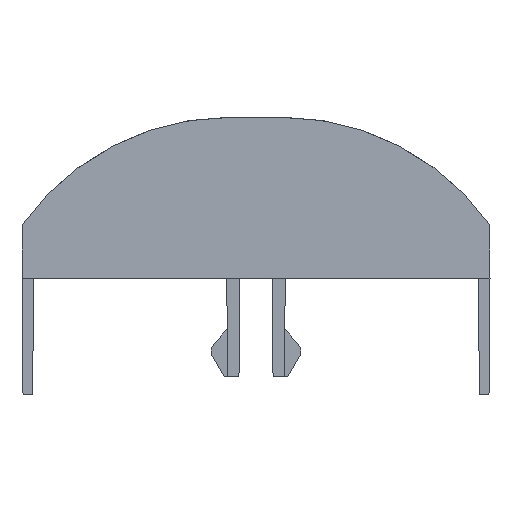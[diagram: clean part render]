
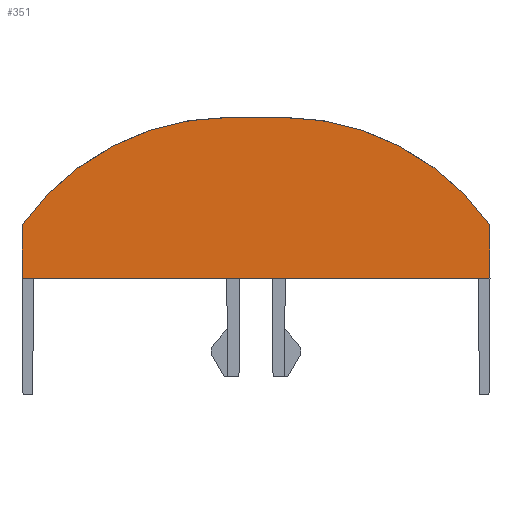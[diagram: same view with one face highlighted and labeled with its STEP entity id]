
A CAD part, front view. The second image highlights one B-rep face of the part: STEP entity #351.
In plain terms, the highlighted planar face has unit normal (0, -1, 0.009).
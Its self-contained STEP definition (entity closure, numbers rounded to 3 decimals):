
#307=AXIS2_PLACEMENT_3D('Plane Axis2P3D',#304,#305,#306) ;
#258=CARTESIAN_POINT('Vertex',(2.86,0.157,18.)) ;
#264=CARTESIAN_POINT('Control Point',(26.098,0.052,6.)) ;
#265=CARTESIAN_POINT('Control Point',(22.952,0.091,10.431)) ;
#266=CARTESIAN_POINT('Control Point',(18.75,0.123,14.112)) ;
#267=CARTESIAN_POINT('Control Point',(13.728,0.146,16.705)) ;
#268=CARTESIAN_POINT('Control Point',(8.294,0.157,18.)) ;
#269=CARTESIAN_POINT('Control Point',(2.86,0.157,18.)) ;
#270=CARTESIAN_POINT('Vertex',(26.098,0.052,6.)) ;
#304=CARTESIAN_POINT('Axis2P3D Location',(13.075,0.,0.)) ;
#310=CARTESIAN_POINT('Control Point',(-26.098,0.052,6.)) ;
#311=CARTESIAN_POINT('Control Point',(-22.952,0.091,10.431)) ;
#312=CARTESIAN_POINT('Control Point',(-18.75,0.123,14.112)) ;
#313=CARTESIAN_POINT('Control Point',(-13.728,0.146,16.705)) ;
#314=CARTESIAN_POINT('Control Point',(-8.294,0.157,18.)) ;
#315=CARTESIAN_POINT('Control Point',(-2.86,0.157,18.)) ;
#316=CARTESIAN_POINT('Vertex',(-2.86,0.157,18.)) ;
#318=CARTESIAN_POINT('Vertex',(-26.098,0.052,6.)) ;
#322=CARTESIAN_POINT('Control Point',(-26.15,0.,0.)) ;
#323=CARTESIAN_POINT('Control Point',(-26.098,0.052,6.)) ;
#324=CARTESIAN_POINT('Vertex',(-26.15,0.,0.)) ;
#327=CARTESIAN_POINT('Line Origine',(13.075,0.,0.)) ;
#331=CARTESIAN_POINT('Vertex',(26.15,0.,0.)) ;
#335=CARTESIAN_POINT('Control Point',(26.15,0.,0.)) ;
#336=CARTESIAN_POINT('Control Point',(26.098,0.052,6.)) ;
#338=CARTESIAN_POINT('Line Origine',(13.075,0.157,18.)) ;
#305=DIRECTION('Axis2P3D Direction',(0.,-1.,0.009)) ;
#306=DIRECTION('Axis2P3D XDirection',(-1.,0.,0.)) ;
#328=DIRECTION('Vector Direction',(-1.,0.,0.)) ;
#339=DIRECTION('Vector Direction',(-1.,0.,0.)) ;
#329=VECTOR('Line Direction',#328,1.) ;
#340=VECTOR('Line Direction',#339,1.) ;
#344=ORIENTED_EDGE('',*,*,#320,.T.) ;
#345=ORIENTED_EDGE('',*,*,#326,.T.) ;
#346=ORIENTED_EDGE('',*,*,#333,.T.) ;
#347=ORIENTED_EDGE('',*,*,#337,.F.) ;
#348=ORIENTED_EDGE('',*,*,#272,.F.) ;
#349=ORIENTED_EDGE('',*,*,#342,.T.) ;
#351=ADVANCED_FACE('Hauptkoerper nicht benutzen',(#350),#308,.T.) ;
#263=B_SPLINE_CURVE_WITH_KNOTS('',5,(#264,#265,#266,#267,#268,#269),.UNSPECIFIED.,.F.,.U.,(6,6),(0.,38.425),.UNSPECIFIED.) ;
#309=B_SPLINE_CURVE_WITH_KNOTS('',5,(#310,#311,#312,#313,#314,#315),.UNSPECIFIED.,.F.,.U.,(6,6),(0.,38.425),.UNSPECIFIED.) ;
#321=B_SPLINE_CURVE_WITH_KNOTS('',1,(#322,#323),.UNSPECIFIED.,.F.,.U.,(2,2),(-3.,3.),.UNSPECIFIED.) ;
#334=B_SPLINE_CURVE_WITH_KNOTS('',1,(#335,#336),.UNSPECIFIED.,.F.,.U.,(2,2),(-3.,3.),.UNSPECIFIED.) ;
#272=EDGE_CURVE('',#259,#271,#263,.F.) ;
#320=EDGE_CURVE('',#317,#319,#309,.F.) ;
#326=EDGE_CURVE('',#319,#325,#321,.F.) ;
#333=EDGE_CURVE('',#325,#332,#330,.F.) ;
#337=EDGE_CURVE('',#271,#332,#334,.F.) ;
#342=EDGE_CURVE('',#259,#317,#341,.T.) ;
#343=EDGE_LOOP('',(#344,#345,#346,#347,#348,#349)) ;
#350=FACE_OUTER_BOUND('',#343,.T.) ;
#330=LINE('Line',#327,#329) ;
#341=LINE('Line',#338,#340) ;
#308=PLANE('Plane',#307) ;
#259=VERTEX_POINT('',#258) ;
#271=VERTEX_POINT('',#270) ;
#317=VERTEX_POINT('',#316) ;
#319=VERTEX_POINT('',#318) ;
#325=VERTEX_POINT('',#324) ;
#332=VERTEX_POINT('',#331) ;
